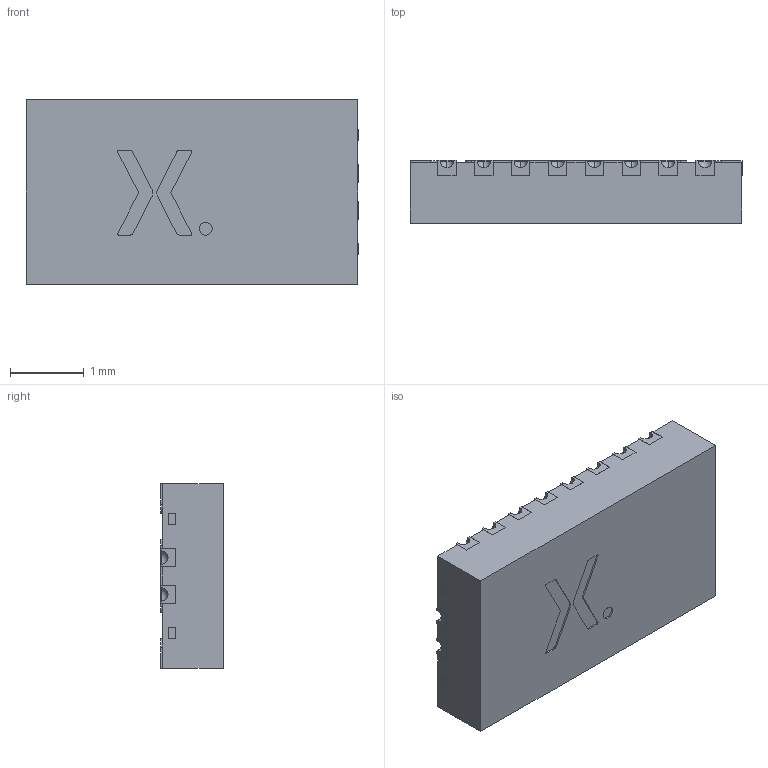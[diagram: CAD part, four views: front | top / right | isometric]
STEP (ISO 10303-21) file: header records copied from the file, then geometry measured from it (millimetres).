
FILE_DESCRIPTION(('CAx-IF Rec.Pracs.---Model Styling and Organization---1.5---2016-08-15','CAx-IF Rec.Pracs.---Geometric and Assembly Validation Properties---4.4---2016-08-17','CAx-IF Rec.Pracs.---User Defined Attributes---1.5---2016-08-15','CAx-IF Rec.Pracs.---External References---2.1---2005-01-19'),'2;1');
FILE_NAME('1202057.step','2024-11-29T20:42:15',('Unspecified'),('Unspecified'),'CAD Exchanger 3.10.2 (cadexchanger.com)','Unspecified','');
FILE_SCHEMA(('AUTOMOTIVE_DESIGN { 1 0 10303 214 1 1 1 1 }'));
Length unit declared in the file: millimetre
Products named in the file (3): SOT764-1; SOT764-1 LF; SOT764-1 Mold Body
Assembly tree (2 placements, depth 2):
  SOT764-1
    SOT764-1 LF
    SOT764-1 Mold Body
Bounding box: 4.5 x 0.85 x 2.5 mm (x, y, z)
Volume: 9.4 mm3; surface area: 54.6 mm2
Topology: 26 solids, 26 shells, 461 faces, 1182 edges, 745 vertices
Faces by surface type: plane 278, cylinder 149, sphere 34
Entity records: 15412 total; most frequent: DIRECTION 2389, CARTESIAN_POINT 2351, ORIENTED_EDGE 2292, EDGE_CURVE 1146, LINE 823, VECTOR 823, AXIS2_PLACEMENT_3D 783, VERTEX_POINT 745
